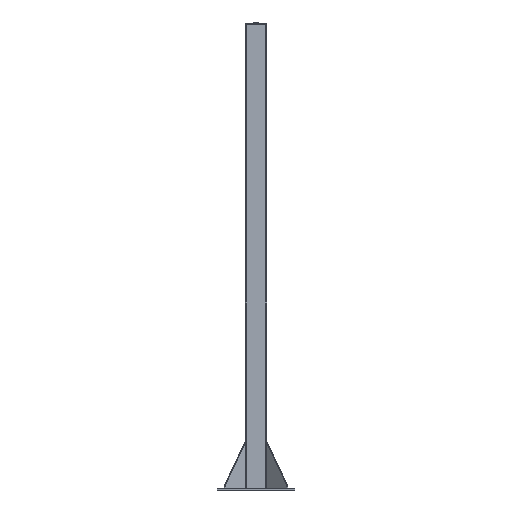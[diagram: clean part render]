
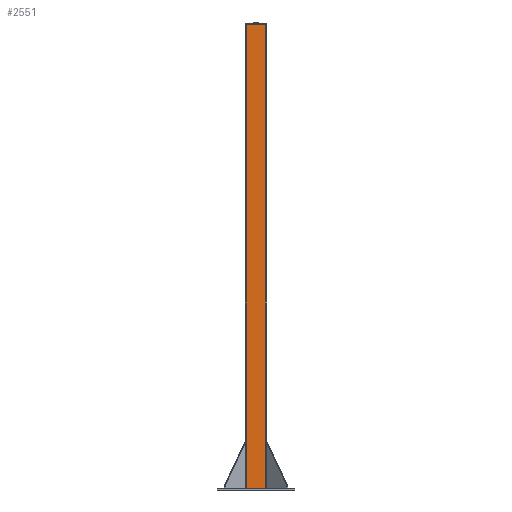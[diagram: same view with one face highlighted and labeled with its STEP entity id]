
A CAD part, left-side view. The second image highlights one B-rep face of the part: STEP entity #2551.
In plain terms, the highlighted planar face has unit normal (-1, 0, 0).
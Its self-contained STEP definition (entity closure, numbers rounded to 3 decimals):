
#2551=ADVANCED_FACE('',(#4530),#4531,.T.);
#4530=FACE_OUTER_BOUND('',#7309,.T.);
#4531=PLANE('',#7310);
#7309=EDGE_LOOP('',(#15212,#15213,#15214,#15215));
#7310=AXIS2_PLACEMENT_3D('',#15216,#15217,#15218);
#15212=ORIENTED_EDGE('',*,*,#19498,.T.);
#15213=ORIENTED_EDGE('',*,*,#19499,.F.);
#15214=ORIENTED_EDGE('',*,*,#18956,.T.);
#15215=ORIENTED_EDGE('',*,*,#19500,.T.);
#15216=CARTESIAN_POINT('',(-70.,0.,590.));
#15217=DIRECTION('',(-1.,0.,0.));
#15218=DIRECTION('',(0.,-1.,0.));
#18956=EDGE_CURVE('',#20745,#20746,#20747,.T.);
#19498=EDGE_CURVE('',#21658,#21659,#21660,.T.);
#19499=EDGE_CURVE('',#20745,#21659,#21661,.T.);
#19500=EDGE_CURVE('',#20746,#21658,#21662,.T.);
#20745=VERTEX_POINT('',#23446);
#20746=VERTEX_POINT('',#23447);
#20747=LINE('',#23448,#23449);
#21658=VERTEX_POINT('',#25833);
#21659=VERTEX_POINT('',#25834);
#21660=LINE('',#25835,#25836);
#21661=LINE('',#25837,#25838);
#21662=LINE('',#25839,#25840);
#23446=CARTESIAN_POINT('',(-70.,62.5,590.));
#23447=CARTESIAN_POINT('',(-70.,-62.5,590.));
#23448=CARTESIAN_POINT('',(-70.,62.5,590.));
#23449=VECTOR('',#30626,1.);
#25833=CARTESIAN_POINT('',(-70.,-62.5,3590.));
#25834=CARTESIAN_POINT('',(-70.,62.5,3590.));
#25835=CARTESIAN_POINT('',(-70.,62.5,3590.));
#25836=VECTOR('',#31188,1.);
#25837=CARTESIAN_POINT('',(-70.,62.5,590.));
#25838=VECTOR('',#31189,1.);
#25839=CARTESIAN_POINT('',(-70.,-62.5,590.));
#25840=VECTOR('',#31190,1.);
#30626=DIRECTION('',(0.,-1.,0.));
#31188=DIRECTION('',(0.,1.,0.));
#31189=DIRECTION('',(0.,0.,1.));
#31190=DIRECTION('',(0.,0.,1.));
